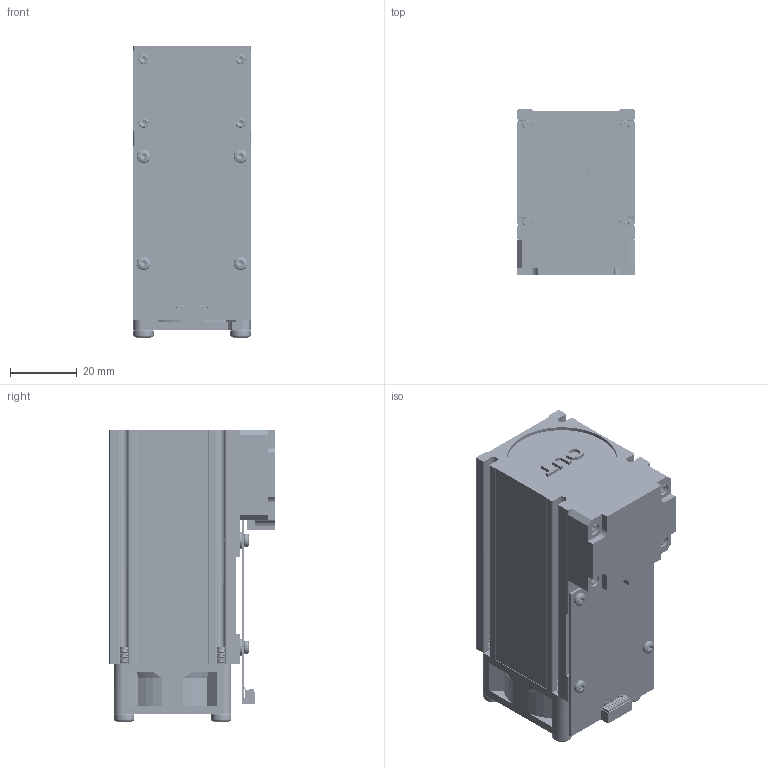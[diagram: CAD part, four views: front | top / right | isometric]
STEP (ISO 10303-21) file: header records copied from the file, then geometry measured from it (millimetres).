
FILE_DESCRIPTION(/* description */ (''),/* implementation_level */ '2;1');
FILE_NAME(/* name */ 'MRC_C35_BAF1E2_step.stp',/* time_stamp */ '2023-09-07T11:26:15+02:00',/* author */ (''),/* organization */ (''),/* preprocessor_version */ 'ST-DEVELOPER v16',/* originating_system */ 'SIEMENS PLM Software NX 11.0',/* authorisation */ '');
FILE_SCHEMA (('AUTOMOTIVE_DESIGN { 1 0 10303 214 3 1 1 1 }'));
Products named in the file (1): pier71CC83E2lzd9
Bounding box: 35 x 49.4 x 87.4 mm (x, y, z)
Volume: 104993.1 mm3; surface area: 31019.6 mm2
Topology: 2 solids, 2 shells, 2077 faces, 6092 edges, 3970 vertices
Faces by surface type: cylinder 783, plane 477, bspline 469, cone 202, torus 105, sphere 24, extrusion 17
Full cylindrical faces by diameter (mm): 1.46 x20, 1.8 x4, 1.83 x22, 2.2 x8, 2.3 x4, 2.7 x4, 3.4 x4, 3.7 x4, 5 x4, 33.2 x1
Entity records: 167723 total; most frequent: CARTESIAN_POINT 121080, ORIENTED_EDGE 11730, DIRECTION 7264, EDGE_CURVE 5865, VERTEX_POINT 3855, AXIS2_PLACEMENT_3D 2463, VECTOR 2338, LINE 2321
